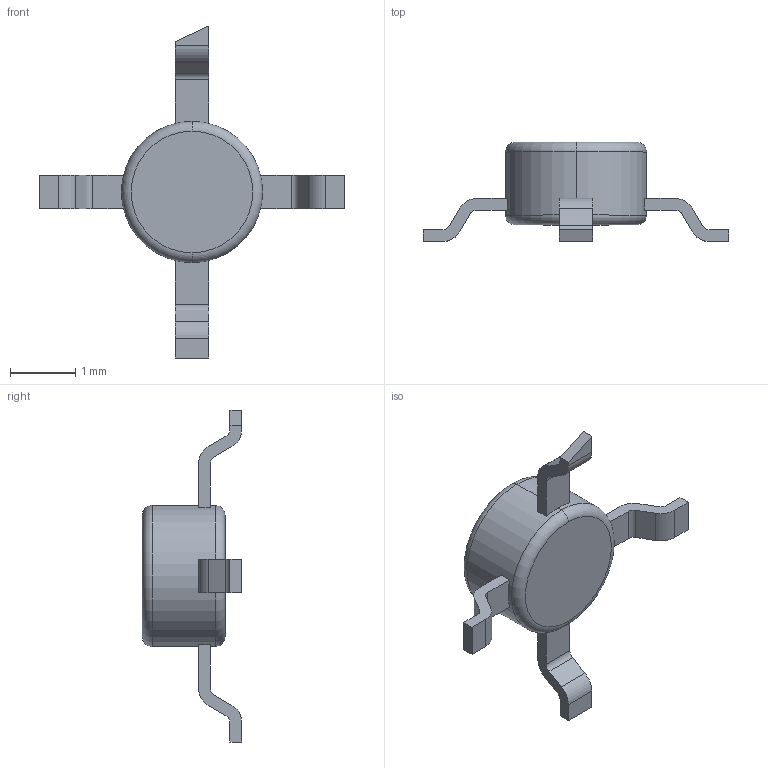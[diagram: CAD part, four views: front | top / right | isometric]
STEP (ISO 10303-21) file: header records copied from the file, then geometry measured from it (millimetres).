
FILE_DESCRIPTION (( 'STEP AP214' ), '1' );
FILE_NAME ('MAR-6SM+.STEP', '2025-02-15T13:08:38', ( 'LENOVO' ), ( '' ), 'SwSTEP 2.0', 'SolidWorks 2021', '' );
FILE_SCHEMA (( 'AUTOMOTIVE_DESIGN' ));
Length unit declared in the file: millimetre
Products named in the file (1): MAR-6SM+
Bounding box: 4.68 x 1.52 x 5.08 mm (x, y, z)
Volume: 5.1 mm3; surface area: 24.5 mm2
Topology: 5 solids, 5 shells, 64 faces, 158 edges, 104 vertices
Faces by surface type: plane 38, cylinder 22, torus 4
Entity records: 1972 total; most frequent: DIRECTION 340, CARTESIAN_POINT 327, ORIENTED_EDGE 316, EDGE_CURVE 158, AXIS2_PLACEMENT_3D 117, LINE 106, VECTOR 106, VERTEX_POINT 104
